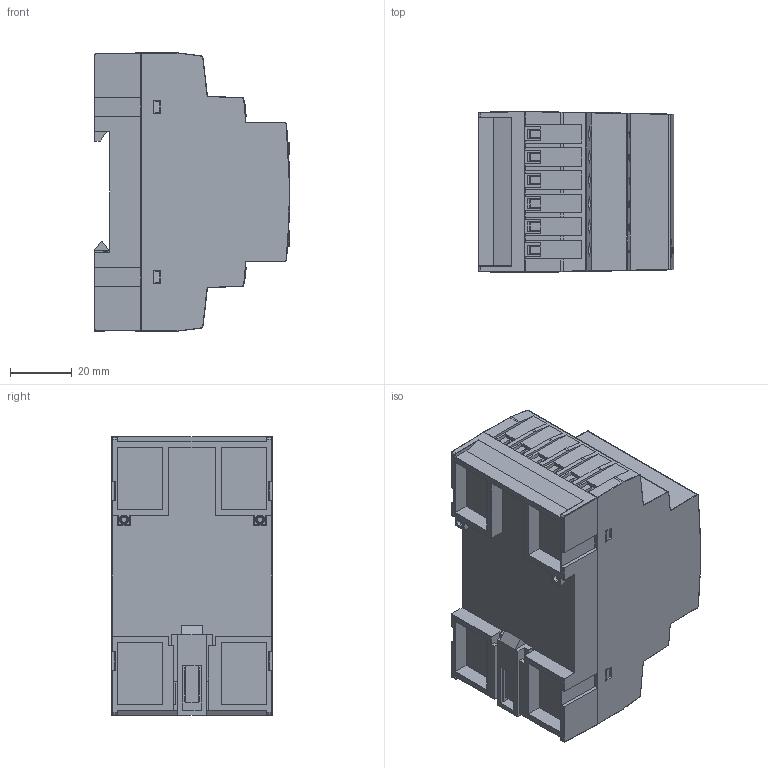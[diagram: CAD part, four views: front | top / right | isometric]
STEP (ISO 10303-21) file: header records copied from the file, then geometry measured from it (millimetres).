
FILE_DESCRIPTION(('STEP AP242'), '1');
FILE_NAME('PZ-829 ñáîðêà', '', ('UNSPECIFIED'), ('UNSPECIFIED'), 'C3D Converter', 'C3D Toolkit', '');
FILE_SCHEMA(('AP242_MANAGED_MODEL_BASED_3D_ENGINEERING_MIM_LF { 1 0 10303 442 1 1 4 }'));
Length unit declared in the file: millimetre
Assembly tree (18 placements, depth 3):
  (unnamed)
    (unnamed)
      (unnamed)
    (unnamed)
    (unnamed)  x3
      (unnamed)
    (unnamed)  x2
      (unnamed)
    (unnamed)
    (unnamed)
    (unnamed)
    (unnamed)  x2
Bounding box: 63.4 x 52 x 90 mm (x, y, z)
Volume: 56816.7 mm3; surface area: 61890 mm2
Topology: 36 solids, 36 shells, 1847 faces, 4649 edges, 2935 vertices
Faces by surface type: plane 996, cylinder 301, extrusion 273, bspline 187, cone 57, torus 21, sphere 12
Full cylindrical faces by diameter (mm): 2 x12, 3.5 x12, 4.5 x12, 5.5 x1, 6.5 x1
Entity records: 117898 total; most frequent: CARTESIAN_POINT 81659, ORIENTED_EDGE 7594, DIRECTION 5593, EDGE_CURVE 3797, VECTOR 2639, VERTEX_POINT 2408, LINE 2366, EDGE_LOOP 1650
